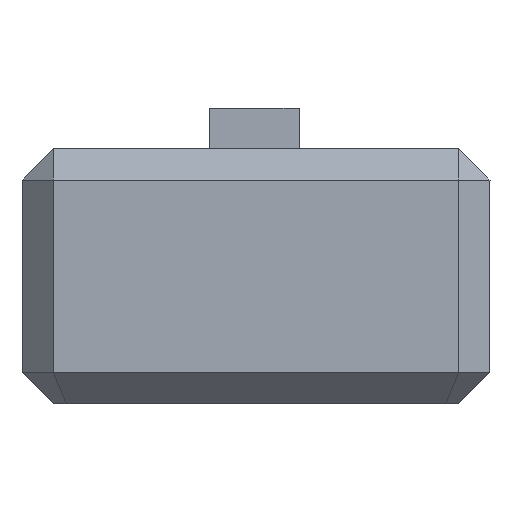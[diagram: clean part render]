
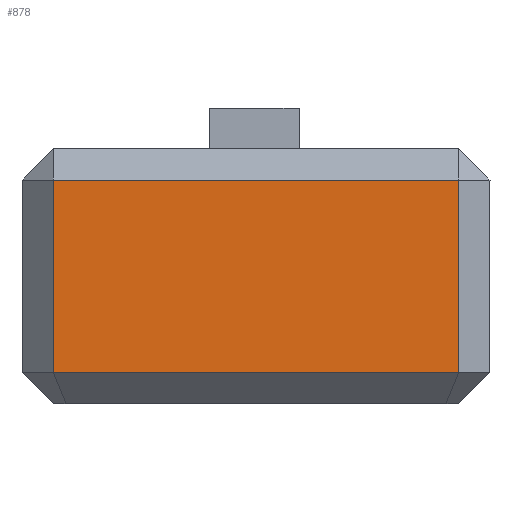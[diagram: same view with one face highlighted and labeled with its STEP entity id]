
A CAD part, front view. The second image highlights one B-rep face of the part: STEP entity #878.
In plain terms, the highlighted planar face has unit normal (0, -1, 0).
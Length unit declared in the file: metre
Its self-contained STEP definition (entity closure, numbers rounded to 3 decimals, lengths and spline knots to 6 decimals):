
#86=LINE('',#1369,#182);
#121=LINE('',#1458,#217);
#122=LINE('',#1460,#218);
#123=LINE('',#1462,#219);
#182=VECTOR('',#1099,1.);
#217=VECTOR('',#1206,1.);
#218=VECTOR('',#1209,1.);
#219=VECTOR('',#1212,1.);
#456=ORIENTED_EDGE('',*,*,#532,.F.);
#457=ORIENTED_EDGE('',*,*,#578,.F.);
#458=ORIENTED_EDGE('',*,*,#577,.F.);
#459=ORIENTED_EDGE('',*,*,#579,.F.);
#532=EDGE_CURVE('',#634,#635,#86,.T.);
#577=EDGE_CURVE('',#651,#652,#121,.T.);
#578=EDGE_CURVE('',#652,#634,#122,.T.);
#579=EDGE_CURVE('',#635,#651,#123,.T.);
#634=VERTEX_POINT('',#1368);
#635=VERTEX_POINT('',#1370);
#651=VERTEX_POINT('',#1449);
#652=VERTEX_POINT('',#1455);
#726=EDGE_LOOP('',(#456,#457,#458,#459));
#783=FACE_BOUND('',#726,.T.);
#826=PLANE('',#966);
#878=ADVANCED_FACE('',(#783),#826,.T.);
#966=AXIS2_PLACEMENT_3D('',#1463,#1213,#1214);
#1099=DIRECTION('',(-1.,0.,0.));
#1206=DIRECTION('',(1.,0.,0.));
#1209=DIRECTION('',(0.,0.,-1.));
#1212=DIRECTION('',(0.,0.,1.));
#1213=DIRECTION('',(0.,-1.,0.));
#1214=DIRECTION('',(0.,0.,-1.));
#1368=CARTESIAN_POINT('',(0.033306,-0.059801,0.07956));
#1369=CARTESIAN_POINT('',(0.023056,-0.059801,0.07956));
#1370=CARTESIAN_POINT('',(0.020306,-0.059801,0.07956));
#1449=CARTESIAN_POINT('',(0.020306,-0.059801,0.085731));
#1455=CARTESIAN_POINT('',(0.033306,-0.059801,0.085731));
#1458=CARTESIAN_POINT('',(0.019306,-0.059801,0.085731));
#1460=CARTESIAN_POINT('',(0.033306,-0.059801,0.083138));
#1462=CARTESIAN_POINT('',(0.020306,-0.059801,0.083138));
#1463=CARTESIAN_POINT('',(0.019306,-0.059801,0.086731));
